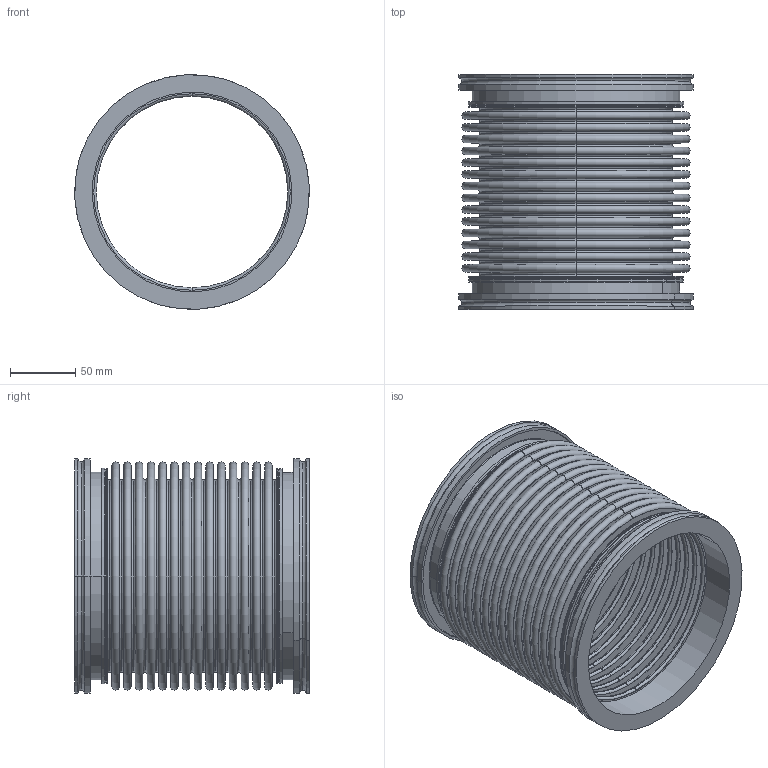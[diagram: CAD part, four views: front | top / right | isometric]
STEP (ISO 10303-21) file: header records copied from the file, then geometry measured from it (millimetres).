
FILE_DESCRIPTION (( 'STEP AP214' ), '1' );
FILE_NAME ('ISOX160-180.STEP', '2015-06-01T13:01:04', ( '' ), ( '' ), 'SwSTEP 2.0', 'SolidWorks 2015', '' );
FILE_SCHEMA (( 'AUTOMOTIVE_DESIGN' ));
Length unit declared in the file: millimetre
Products named in the file (3): ISO160-BellowStub; HydroFormedBellow160-180; ISOX160-180
Assembly tree (3 placements, depth 2):
  ISOX160-180
    HydroFormedBellow160-180
    ISO160-BellowStub  x2
Bounding box: 180 x 180 x 180 mm (x, y, z)
Volume: 241071.4 mm3; surface area: 573496.7 mm2
Topology: 3 solids, 3 shells, 320 faces, 640 edges, 392 vertices
Faces by surface type: torus 204, plane 72, cylinder 32, cone 12
Entity records: 7650 total; most frequent: DIRECTION 1668, CARTESIAN_POINT 1192, ORIENTED_EDGE 1120, AXIS2_PLACEMENT_3D 822, EDGE_CURVE 560, CIRCLE 536, EDGE_LOOP 346, VERTEX_POINT 346
